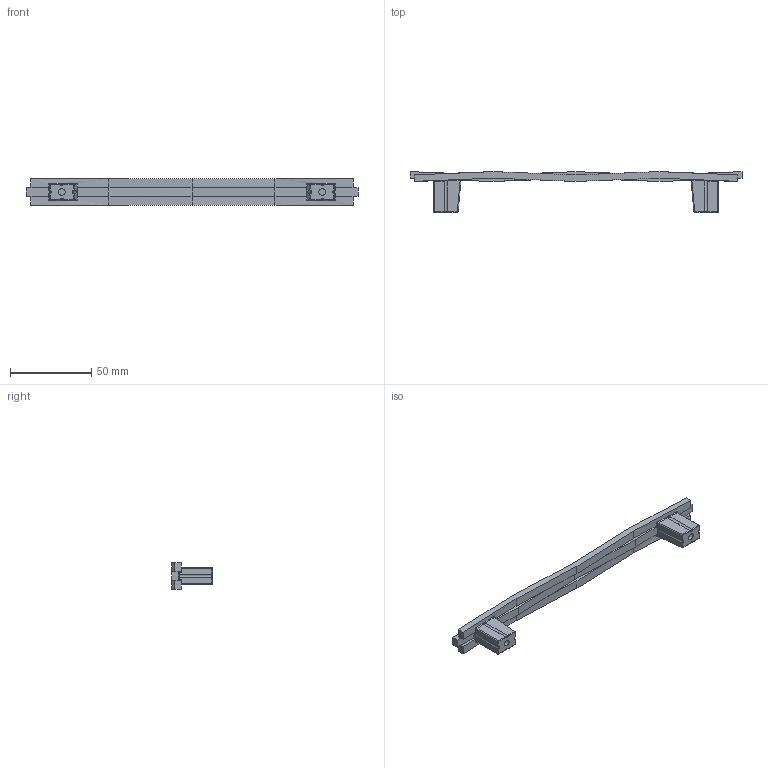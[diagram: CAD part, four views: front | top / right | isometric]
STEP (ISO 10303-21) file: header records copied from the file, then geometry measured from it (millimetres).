
FILE_DESCRIPTION (( 'STEP AP214' ), '1' );
FILE_NAME ('F003132,F003133,F003134_3D.step', '2022-08-15T13:02:01', ( '' ), ( '' ), 'SwSTEP 2.0', 'SolidWorks 2020', '' );
FILE_SCHEMA (( 'AUTOMOTIVE_DESIGN' ));
Length unit declared in the file: millimetre
Products named in the file (1): F003132,F003133,F003134_3D
Bounding box: 204 x 25 x 16.5 mm (x, y, z)
Volume: 19209.8 mm3; surface area: 11570.5 mm2
Topology: 1 solids, 1 shells, 189 faces, 490 edges, 305 vertices
Faces by surface type: bspline 92, cylinder 49, plane 48
Entity records: 14799 total; most frequent: CARTESIAN_POINT 11024, ORIENTED_EDGE 980, EDGE_CURVE 490, DIRECTION 435, VERTEX_POINT 305, B_SPLINE_CURVE_WITH_KNOTS 275, EDGE_LOOP 191, FACE_OUTER_BOUND 189
